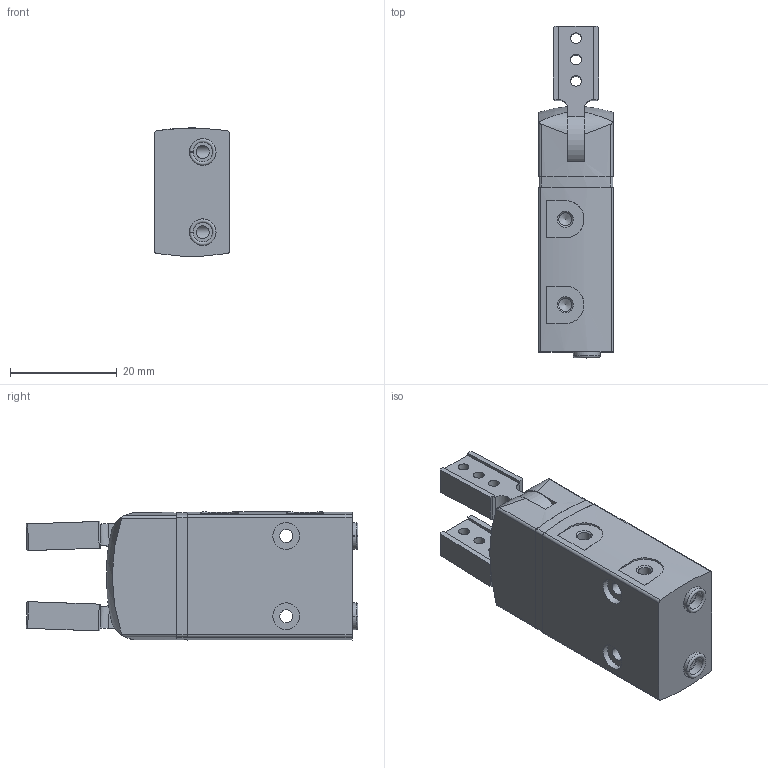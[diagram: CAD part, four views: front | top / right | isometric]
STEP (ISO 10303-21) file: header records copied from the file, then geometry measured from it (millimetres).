
FILE_DESCRIPTION(/* description */ ('STEP AP214'),/* implementation_level */ '2;1');
FILE_NAME(/* name */ '1310159_DHRS-10-A',/* time_stamp */ '2024-08-14T05:18:09+02:00',/* author */ ('License CC BY-ND 4.0'),/* organization */ ('CADENAS'),/* preprocessor_version */ 'ST-DEVELOPER v19.3',/* originating_system */ 'PARTsolutions',/* authorisation */ ' ');
FILE_SCHEMA (('AUTOMOTIVE_DESIGN {1 0 10303 214 3 1 1}'));
Length unit declared in the file: millimetre
Products named in the file (4): 1310159 DHRS-10-A---(0); 1310159 DHRS-10-A---(Geh); 1310159 DHRS-10-A---(Griff); 8146543 ZBH-5-B
Assembly tree (5 placements, depth 2):
  1310159 DHRS-10-A---(0)
    1310159 DHRS-10-A---(Geh)
    1310159 DHRS-10-A---(Griff)  x2
    8146543 ZBH-5-B  x2
Bounding box: 14 x 62.04 x 23.94 mm (x, y, z)
Volume: 15282.2 mm3; surface area: 6700.9 mm2
Topology: 5 solids, 5 shells, 167 faces, 428 edges, 282 vertices
Faces by surface type: plane 96, cylinder 62, torus 5, cone 4
Full cylindrical faces by diameter (mm): 2 x2, 2.013 x4, 2.459 x6, 5 x6
Entity records: 4556 total; most frequent: CARTESIAN_POINT 747, DIRECTION 665, ORIENTED_EDGE 598, EDGE_CURVE 299, AXIS2_PLACEMENT_3D 260, VERTEX_POINT 210, FACE_BOUND 175, EDGE_LOOP 173
